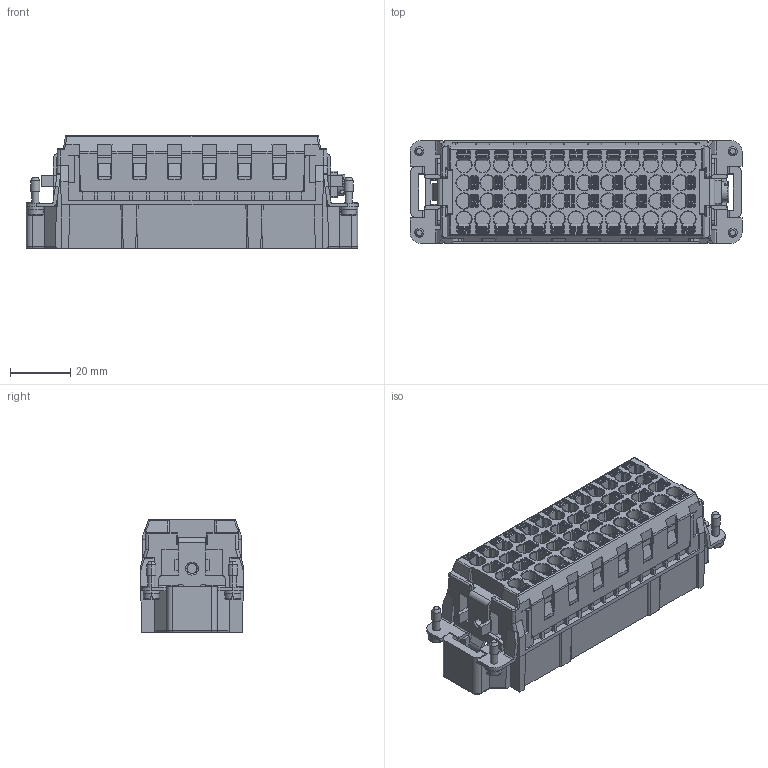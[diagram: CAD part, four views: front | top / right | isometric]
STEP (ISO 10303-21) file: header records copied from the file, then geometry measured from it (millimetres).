
FILE_DESCRIPTION(('Creo Elements/Direct Modeling STEP Export'),'2;1');
FILE_NAME('37jbk2e5pq6qgsn2256','2023-03-20T13:42:08',(''),(''),'Creo Elements/Direct Modeling STEP processor for AP214 (Solid Model)','Creo Elements/Direct Modeling 20.1B 02-Apr-2019 (C) Parametric Technology GmbH','');
FILE_SCHEMA(('AUTOMOTIVE_DESIGN { 1 0 10303 214 1 1 1 1 }'));
Products named in the file (2): CQEYM 46
Assembly tree (1 placements, depth 2):
  CQEYM 46
    CQEYM 46
Bounding box: 110.2 x 34 x 37.5 mm (x, y, z)
Volume: 71627.5 mm3; surface area: 47685.5 mm2
Topology: 1 solids, 1 shells, 4376 faces, 11431 edges, 7003 vertices
Faces by surface type: plane 1974, cylinder 1646, torus 446, sphere 200, cone 110
Entity records: 165972 total; most frequent: CARTESIAN_POINT 24652, ORIENTED_EDGE 22462, DIRECTION 22419, EDGE_CURVE 11231, AXIS2_PLACEMENT_3D 7822, VERTEX_POINT 7003, VECTOR 6775, LINE 6775
